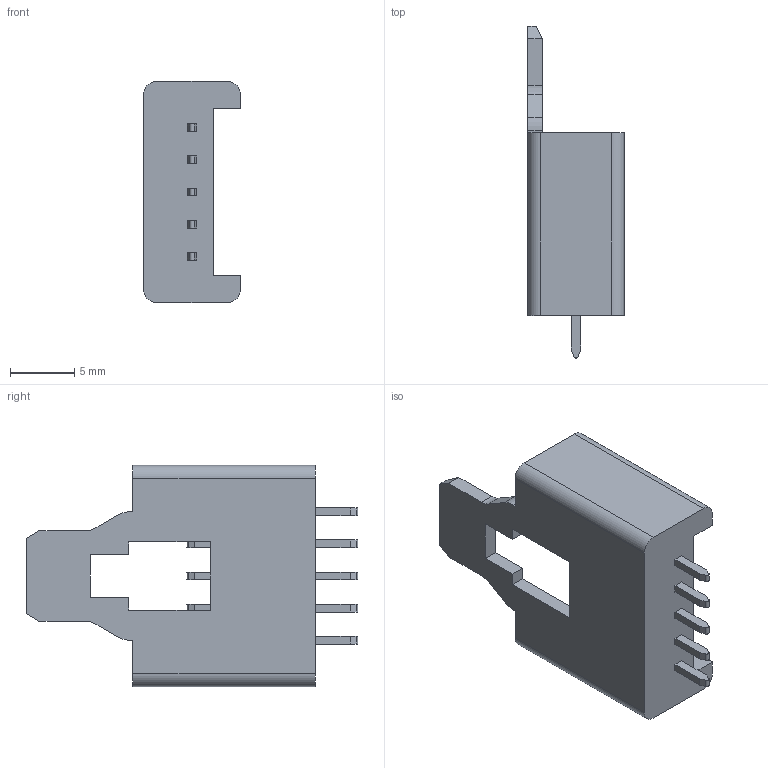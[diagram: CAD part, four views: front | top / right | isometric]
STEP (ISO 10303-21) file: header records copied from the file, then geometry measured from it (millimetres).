
FILE_DESCRIPTION(('OneSpaceDesigner STEP Export'),'2;1');
FILE_NAME('2,5_MSF_05.stp','2005-12-08T 8:22:11',('oleg_svencickij'),('LumbergConnect_GmbH'),'OneSpace Designer STEP processor for AP214 (Solid Model)','OneSpace Designer 13.20 11-May-2005 (C) CoCreate Software GmbH','');
FILE_SCHEMA(('AUTOMOTIVE_DESIGN { 1 0 10303 214 1 1 1 1 }'));
Length unit declared in the file: millimetre
Products named in the file (1): 2.5_MSF_05
Bounding box: 7.5 x 25.8 x 17.2 mm (x, y, z)
Volume: 686.7 mm3; surface area: 1305.6 mm2
Topology: 1 solids, 1 shells, 156 faces, 424 edges, 280 vertices
Faces by surface type: plane 126, cylinder 30
Entity records: 6056 total; most frequent: ORIENTED_EDGE 848, CARTESIAN_POINT 843, DIRECTION 770, EDGE_CURVE 424, VECTOR 356, LINE 356, VERTEX_POINT 280, AXIS2_PLACEMENT_3D 207
